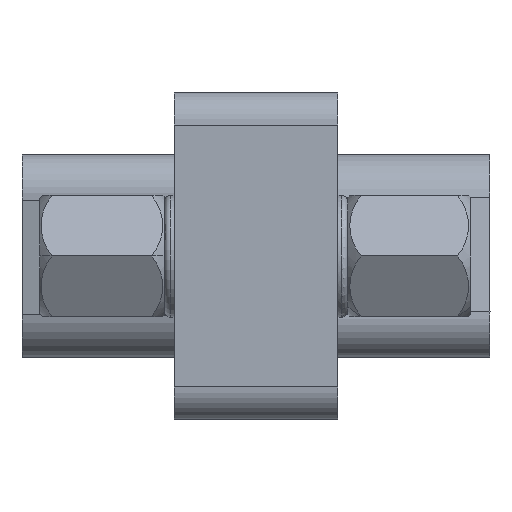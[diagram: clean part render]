
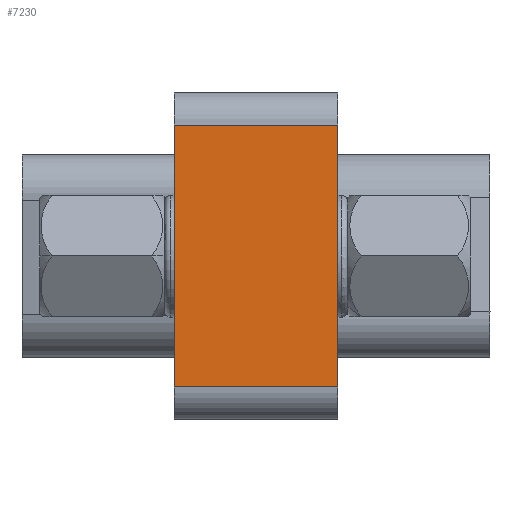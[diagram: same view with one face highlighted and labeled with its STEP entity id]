
A CAD part, left-side view. The second image highlights one B-rep face of the part: STEP entity #7230.
In plain terms, the highlighted planar face has unit normal (-1, 0, 0).
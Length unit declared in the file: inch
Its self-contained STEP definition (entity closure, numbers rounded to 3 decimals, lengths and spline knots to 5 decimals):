
#5476 = VERTEX_POINT ( 'NONE', #28530 ) ;
#5588 = VERTEX_POINT ( 'NONE', #28805 ) ;
#5590 = EDGE_CURVE ( 'NONE', #5476, #5588, #28804, .T. ) ;
#7059 = EDGE_CURVE ( 'NONE', #7187, #5588, #31986, .T. ) ;
#7156 = EDGE_CURVE ( 'NONE', #7157, #7187, #32195, .T. ) ;
#7157 = VERTEX_POINT ( 'NONE', #32191 ) ;
#7158 = ORIENTED_EDGE ( 'NONE', *, *, #7059, .T. ) ;
#7187 = VERTEX_POINT ( 'NONE', #32205 ) ;
#7211 = EDGE_CURVE ( 'NONE', #5476, #7157, #32293, .T. ) ;
#7226 = ORIENTED_EDGE ( 'NONE', *, *, #7211, .T. ) ;
#7230 = ADVANCED_FACE ( 'NONE', ( #32270 ), #32333, .F. ) ;
#7231 = EDGE_LOOP ( 'NONE', ( #7232, #7158, #7241, #7226 ) ) ;
#7232 = ORIENTED_EDGE ( 'NONE', *, *, #7156, .T. ) ;
#7241 = ORIENTED_EDGE ( 'NONE', *, *, #5590, .F. ) ;
#28530 = CARTESIAN_POINT ( 'NONE',  ( -0.625, 0.125, -0.2 ) ) ;
#28801 = DIRECTION ( 'NONE',  ( 0., 0., 1. ) ) ;
#28802 = VECTOR ( 'NONE', #28801, 39.37008 ) ;
#28803 = CARTESIAN_POINT ( 'NONE',  ( -0.625, 0.125, 0.25 ) ) ;
#28804 = LINE ( 'NONE', #28803, #28802 ) ;
#28805 = CARTESIAN_POINT ( 'NONE',  ( -0.625, 0.125, 0.2 ) ) ;
#31983 = DIRECTION ( 'NONE',  ( 0., 1., 0. ) ) ;
#31984 = VECTOR ( 'NONE', #31983, 39.37008 ) ;
#31985 = CARTESIAN_POINT ( 'NONE',  ( -0.625, 0.125, 0.2 ) ) ;
#31986 = LINE ( 'NONE', #31985, #31984 ) ;
#32191 = CARTESIAN_POINT ( 'NONE',  ( -0.625, -0.125, -0.2 ) ) ;
#32192 = DIRECTION ( 'NONE',  ( 0., 0., 1. ) ) ;
#32193 = VECTOR ( 'NONE', #32192, 39.37008 ) ;
#32194 = CARTESIAN_POINT ( 'NONE',  ( -0.625, -0.125, 0.25 ) ) ;
#32195 = LINE ( 'NONE', #32194, #32193 ) ;
#32205 = CARTESIAN_POINT ( 'NONE',  ( -0.625, -0.125, 0.2 ) ) ;
#32269 = AXIS2_PLACEMENT_3D ( 'NONE', #32298, #32297, #32296 ) ;
#32270 = FACE_OUTER_BOUND ( 'NONE', #7231, .T. ) ;
#32290 = DIRECTION ( 'NONE',  ( 0., -1., 0. ) ) ;
#32291 = VECTOR ( 'NONE', #32290, 39.37008 ) ;
#32292 = CARTESIAN_POINT ( 'NONE',  ( -0.625, 0.125, -0.2 ) ) ;
#32293 = LINE ( 'NONE', #32292, #32291 ) ;
#32296 = DIRECTION ( 'NONE',  ( 0., 0., -1. ) ) ;
#32297 = DIRECTION ( 'NONE',  ( 1., 0., 0. ) ) ;
#32298 = CARTESIAN_POINT ( 'NONE',  ( -0.625, 0.125, 0.25 ) ) ;
#32333 = PLANE ( 'NONE',  #32269 ) ;
